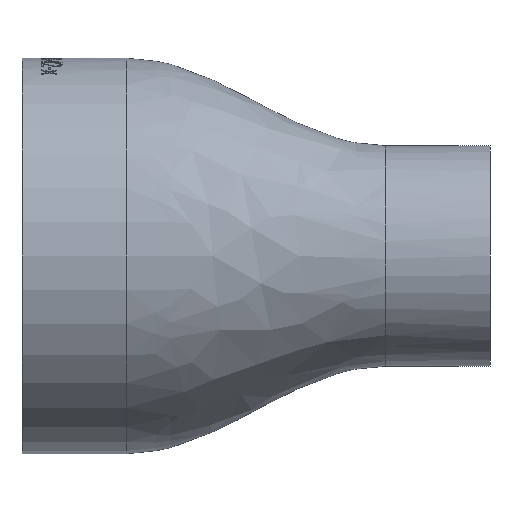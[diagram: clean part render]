
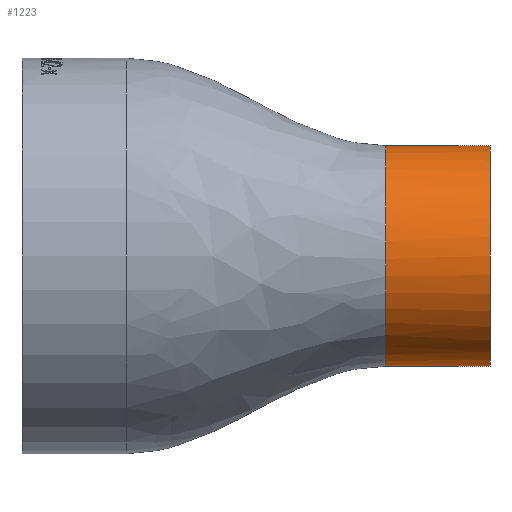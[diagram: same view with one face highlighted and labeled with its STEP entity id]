
A CAD part, front view. The second image highlights one B-rep face of the part: STEP entity #1223.
In plain terms, the highlighted cylindrical face has radius 21.2 mm (diameter 42.4 mm), a full revolution.
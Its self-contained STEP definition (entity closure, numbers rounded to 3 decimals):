
#94 = CARTESIAN_POINT ( 'NONE',  ( 70., 4.35, 0. ) ) ;
#114 = CARTESIAN_POINT ( 'NONE',  ( 70., 4.35, 0. ) ) ;
#204 = DIRECTION ( 'NONE',  ( -1., 0., 0. ) ) ;
#251 = CARTESIAN_POINT ( 'NONE',  ( 70., -28.551, 21.2 ) ) ;
#481 = EDGE_LOOP ( 'NONE', ( #2323 ) ) ;
#1110 = CARTESIAN_POINT ( 'NONE',  ( 70., 4.303, 1.744 ) ) ;
#1185 = CARTESIAN_POINT ( 'NONE',  ( 70., 4.35, -0.585 ) ) ;
#1223 = ADVANCED_FACE ( 'NONE', ( #5258, #6267 ), #8698, .T. ) ;
#1346 = CARTESIAN_POINT ( 'NONE',  ( 70., 3.754, -5.1 ) ) ;
#1366 = VERTEX_POINT ( 'NONE', #114 ) ;
#1377 = DIRECTION ( 'NONE',  ( 0., 0., 1. ) ) ;
#2323 = ORIENTED_EDGE ( 'NONE', *, *, #9625, .T. ) ;
#3409 = EDGE_LOOP ( 'NONE', ( #5748 ) ) ;
#3858 = CARTESIAN_POINT ( 'NONE',  ( 70., -38.05, -11.701 ) ) ;
#4025 = AXIS2_PLACEMENT_3D ( 'NONE', #7340, #204, #1377 ) ;
#4750 = AXIS2_PLACEMENT_3D ( 'NONE', #8863, #11028, #7763 ) ;
#4793 = CARTESIAN_POINT ( 'NONE',  ( 70., 4.35, 0. ) ) ;
#5258 = FACE_OUTER_BOUND ( 'NONE', #481, .T. ) ;
#5748 = ORIENTED_EDGE ( 'NONE', *, *, #15086, .F. ) ;
#5964 = CARTESIAN_POINT ( 'NONE',  ( 70., -28.551, -21.2 ) ) ;
#6048 = CARTESIAN_POINT ( 'NONE',  ( 70., 0.959, -14.74 ) ) ;
#6267 = FACE_OUTER_BOUND ( 'NONE', #3409, .T. ) ;
#7146 = CARTESIAN_POINT ( 'NONE',  ( 70., -38.05, 11.701 ) ) ;
#7224 = CARTESIAN_POINT ( 'NONE',  ( 70., 4.094, -3.444 ) ) ;
#7340 = CARTESIAN_POINT ( 'NONE',  ( 90., -16.85, 0. ) ) ;
#7763 = DIRECTION ( 'NONE',  ( 0., 0., 1. ) ) ;
#8562 = CARTESIAN_POINT ( 'NONE',  ( 70., -7.49, 21.2 ) ) ;
#8581 = VERTEX_POINT ( 'NONE', #13249 ) ;
#8698 = CYLINDRICAL_SURFACE ( 'NONE', #4750, 21.2 ) ;
#8863 = CARTESIAN_POINT ( 'NONE',  ( 64.827, -16.85, 0. ) ) ;
#9625 = EDGE_CURVE ( 'NONE', #8581, #8581, #15250, .T. ) ;
#9643 = CARTESIAN_POINT ( 'NONE',  ( 70., 3.754, 5.1 ) ) ;
#9795 = CARTESIAN_POINT ( 'NONE',  ( 70., 4.303, -1.744 ) ) ;
#10734 = CARTESIAN_POINT ( 'NONE',  ( 70., 4.35, 0.585 ) ) ;
#10814 = CARTESIAN_POINT ( 'NONE',  ( 70., 0.959, 14.74 ) ) ;
#11028 = DIRECTION ( 'NONE',  ( -1., 0., 0. ) ) ;
#11842 = B_SPLINE_CURVE_WITH_KNOTS ( 'NONE', 3,
 ( #4793, #1185, #9795, #7224, #1346, #6048, #14565, #5964, #3858, #7146, #251, #8562, #10814, #9643, #11903, #1110, #10734, #94 ),
 .UNSPECIFIED., .T., .F.,
 ( 4, 1, 1, 1, 1, 2, 2, 2, 1, 1, 1, 1, 4 ),
 ( 0., 0.012, 0.025, 0.038, 0.05, 0.25, 0.5, 0.75, 0.95, 0.963, 0.975, 0.988, 1. ),
 .UNSPECIFIED. ) ;
#11903 = CARTESIAN_POINT ( 'NONE',  ( 70., 4.094, 3.444 ) ) ;
#13249 = CARTESIAN_POINT ( 'NONE',  ( 90., -16.85, 21.2 ) ) ;
#14565 = CARTESIAN_POINT ( 'NONE',  ( 70., -7.49, -21.2 ) ) ;
#15086 = EDGE_CURVE ( 'NONE', #1366, #1366, #11842, .T. ) ;
#15250 = CIRCLE ( 'NONE', #4025, 21.2 ) ;
